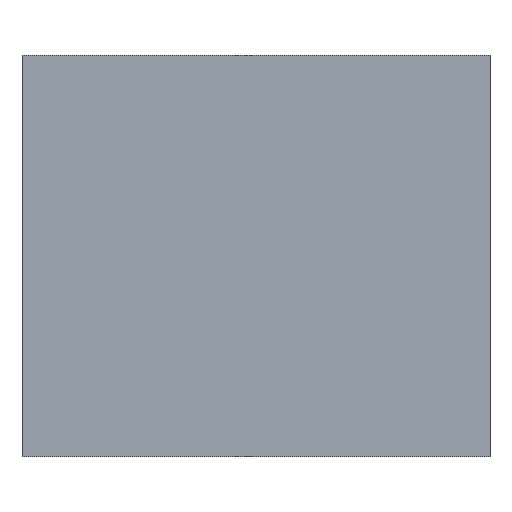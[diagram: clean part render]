
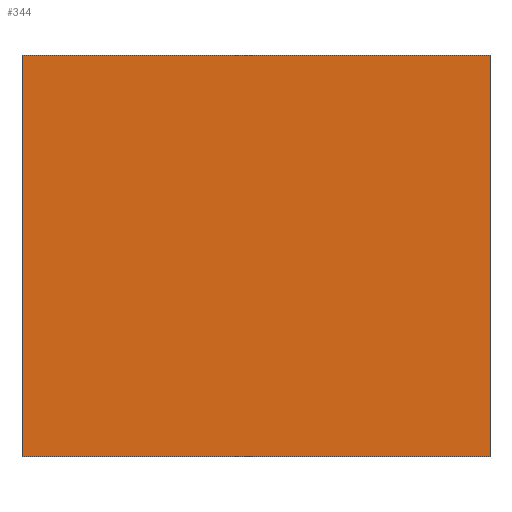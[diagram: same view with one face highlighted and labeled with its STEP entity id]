
A CAD part, front view. The second image highlights one B-rep face of the part: STEP entity #344.
In plain terms, the highlighted planar face has unit normal (0, -1, 0).
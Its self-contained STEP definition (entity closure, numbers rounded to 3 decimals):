
#8 = DIRECTION ( 'NONE',  ( 0., -1., 0. ) ) ;
#42 = AXIS2_PLACEMENT_3D ( 'NONE', #547, #8, #387 ) ;
#51 = FACE_OUTER_BOUND ( 'NONE', #315, .T. ) ;
#67 = VERTEX_POINT ( 'NONE', #625 ) ;
#76 = ORIENTED_EDGE ( 'NONE', *, *, #386, .F. ) ;
#82 = CARTESIAN_POINT ( 'NONE',  ( 0., 0., -60. ) ) ;
#108 = EDGE_CURVE ( 'NONE', #454, #671, #654, .T. ) ;
#126 = VERTEX_POINT ( 'NONE', #575 ) ;
#127 = LINE ( 'NONE', #395, #626 ) ;
#131 = EDGE_CURVE ( 'NONE', #126, #67, #303, .T. ) ;
#137 = DIRECTION ( 'NONE',  ( 1., 0., 0. ) ) ;
#151 = VECTOR ( 'NONE', #466, 1000. ) ;
#169 = CARTESIAN_POINT ( 'NONE',  ( 0., 0., 0. ) ) ;
#190 = VECTOR ( 'NONE', #545, 1000. ) ;
#303 = LINE ( 'NONE', #357, #151 ) ;
#315 = EDGE_LOOP ( 'NONE', ( #76, #657, #646, #433 ) ) ;
#344 = ADVANCED_FACE ( 'NONE', ( #51 ), #444, .T. ) ;
#357 = CARTESIAN_POINT ( 'NONE',  ( 70., 0., -60. ) ) ;
#386 = EDGE_CURVE ( 'NONE', #671, #67, #595, .T. ) ;
#387 = DIRECTION ( 'NONE',  ( 0., 0., -1. ) ) ;
#395 = CARTESIAN_POINT ( 'NONE',  ( 0., 0., -60. ) ) ;
#424 = CARTESIAN_POINT ( 'NONE',  ( 0., 0., -60. ) ) ;
#433 = ORIENTED_EDGE ( 'NONE', *, *, #131, .T. ) ;
#437 = VECTOR ( 'NONE', #632, 1000. ) ;
#444 = PLANE ( 'NONE',  #42 ) ;
#454 = VERTEX_POINT ( 'NONE', #82 ) ;
#457 = EDGE_CURVE ( 'NONE', #454, #126, #127, .T. ) ;
#466 = DIRECTION ( 'NONE',  ( 0., 0., 1. ) ) ;
#545 = DIRECTION ( 'NONE',  ( 1., 0., 0. ) ) ;
#547 = CARTESIAN_POINT ( 'NONE',  ( 0., 0., -60. ) ) ;
#575 = CARTESIAN_POINT ( 'NONE',  ( 70., 0., -60. ) ) ;
#595 = LINE ( 'NONE', #169, #190 ) ;
#612 = CARTESIAN_POINT ( 'NONE',  ( 0., 0., 0. ) ) ;
#625 = CARTESIAN_POINT ( 'NONE',  ( 70., 0., 0. ) ) ;
#626 = VECTOR ( 'NONE', #137, 1000. ) ;
#632 = DIRECTION ( 'NONE',  ( 0., 0., 1. ) ) ;
#646 = ORIENTED_EDGE ( 'NONE', *, *, #457, .T. ) ;
#654 = LINE ( 'NONE', #424, #437 ) ;
#657 = ORIENTED_EDGE ( 'NONE', *, *, #108, .F. ) ;
#671 = VERTEX_POINT ( 'NONE', #612 ) ;
